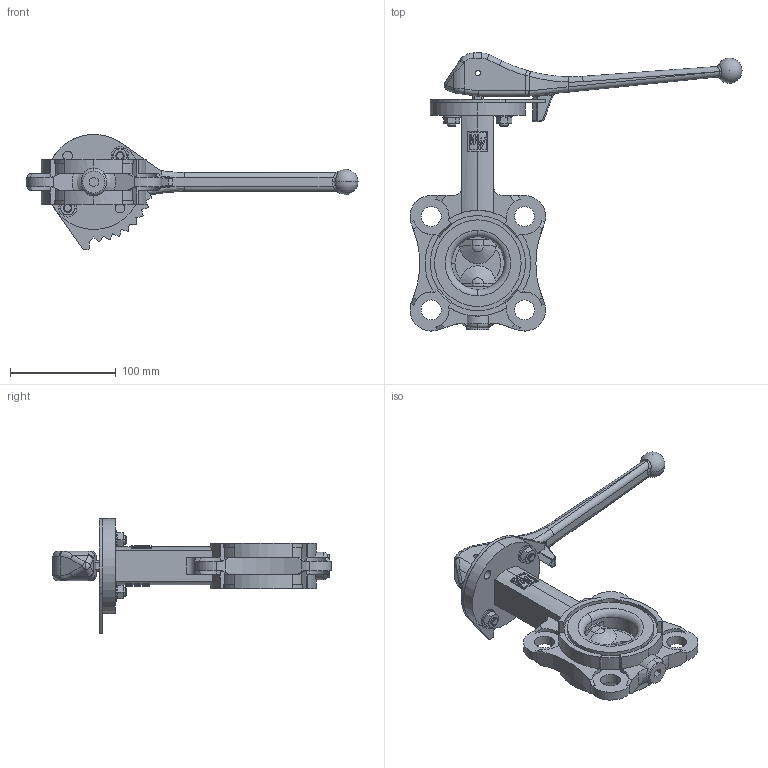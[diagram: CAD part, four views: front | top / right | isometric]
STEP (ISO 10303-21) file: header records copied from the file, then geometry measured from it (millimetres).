
FILE_DESCRIPTION (( 'STEP AP214' ), '1' );
FILE_NAME ('EVBLS DN 50 PN16 LEVER.STEP', '2017-02-15T10:22:08', ( '' ), ( '' ), 'SwSTEP 2.0', 'SolidWorks 2015', '' );
FILE_SCHEMA (( 'AUTOMOTIVE_DESIGN' ));
Length unit declared in the file: millimetre
Products named in the file (6): EV LEVER L1; zcb00 - Hex Cntsnk Screw DIN 7991_M 8 x  25; EVBLS DN 50 PN16 LEVER; zea00 - Flat Washer DIN 125-A_M 8; EVBLS DN50-300 PN16_DN   50 PN16; zba00 - Hex Nut DIN 934_M  8
Assembly tree (8 placements, depth 2):
  EVBLS DN 50 PN16 LEVER
    EVBLS DN50-300 PN16_DN   50 PN16
    EV LEVER L1
    zcb00 - Hex Cntsnk Screw DIN 7991_M 8 x  25  x2
    zea00 - Flat Washer DIN 125-A_M 8  x2
    zba00 - Hex Nut DIN 934_M  8  x2
Bounding box: 314.19 x 263.18 x 109 mm (x, y, z)
Volume: 630368.5 mm3; surface area: 125649.4 mm2
Topology: 8 solids, 8 shells, 769 faces, 2018 edges, 1274 vertices
Faces by surface type: plane 320, cylinder 219, bspline 121, cone 68, torus 31, sphere 10
Entity records: 30791 total; most frequent: CARTESIAN_POINT 10555, ORIENTED_EDGE 3766, DIRECTION 3311, EDGE_CURVE 1883, AXIS2_PLACEMENT_3D 1218, VERTEX_POINT 1203, LINE 875, VECTOR 875
